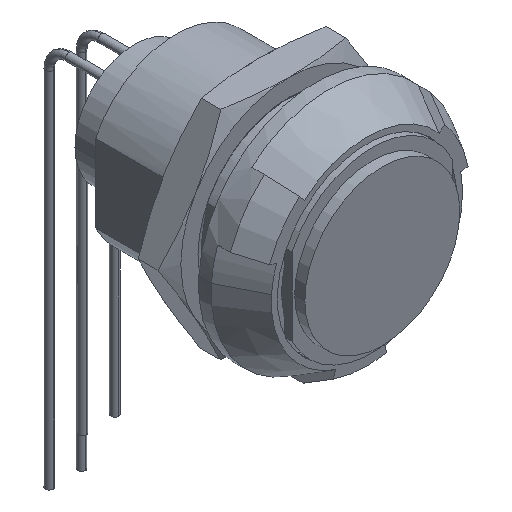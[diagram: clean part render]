
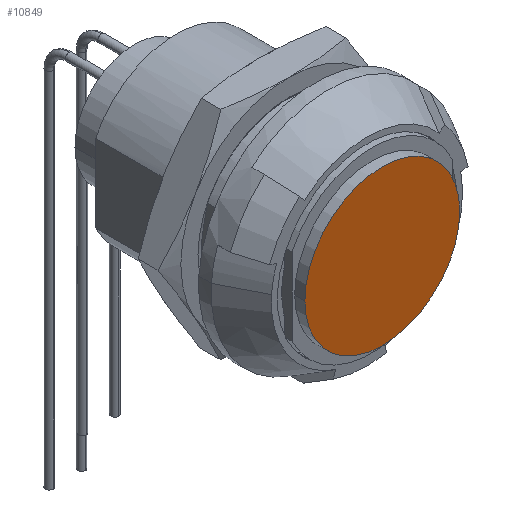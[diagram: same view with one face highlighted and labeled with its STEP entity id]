
A CAD part, isometric view. The second image highlights one B-rep face of the part: STEP entity #10849.
In plain terms, the highlighted planar face has unit normal (0, -1, 0).
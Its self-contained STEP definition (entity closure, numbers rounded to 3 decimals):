
#2369 = CYLINDRICAL_SURFACE('',#2370,6.09);
#2370 = AXIS2_PLACEMENT_3D('',#2371,#2372,#2373);
#2371 = CARTESIAN_POINT('',(-0.055,-21.546,
    6.841));
#2372 = DIRECTION('',(0.,-1.,0.));
#2373 = DIRECTION('',(1.,0.,0.));
#2416 = VERTEX_POINT('',#2417);
#2417 = CARTESIAN_POINT('',(-6.145,-22.346,
    6.841));
#2453 = CYLINDRICAL_SURFACE('',#2454,6.09);
#2454 = AXIS2_PLACEMENT_3D('',#2455,#2456,#2457);
#2455 = CARTESIAN_POINT('',(-0.055,-21.546,
    6.841));
#2456 = DIRECTION('',(0.,-1.,0.));
#2457 = DIRECTION('',(1.,0.,0.));
#2487 = EDGE_CURVE('',#2488,#2416,#2490,.T.);
#2488 = VERTEX_POINT('',#2489);
#2489 = CARTESIAN_POINT('',(6.035,-22.346,6.841
    ));
#2490 = SURFACE_CURVE('',#2491,(#2496,#2525),.PCURVE_S1.);
#2491 = CIRCLE('',#2492,6.09);
#2492 = AXIS2_PLACEMENT_3D('',#2493,#2494,#2495);
#2493 = CARTESIAN_POINT('',(-0.055,-22.346,
    6.841));
#2494 = DIRECTION('',(0.,-1.,0.));
#2495 = DIRECTION('',(1.,0.,0.));
#2496 = PCURVE('',#2369,#2497);
#2497 = DEFINITIONAL_REPRESENTATION('',(#2498),#2524);
#2498 = B_SPLINE_CURVE_WITH_KNOTS('',3,(#2499,#2500,#2501,#2502,#2503,
    #2504,#2505,#2506,#2507,#2508,#2509,#2510,#2511,#2512,#2513,#2514,
    #2515,#2516,#2517,#2518,#2519,#2520,#2521,#2522,#2523),
  .UNSPECIFIED.,.F.,.F.,(4,1,1,1,1,1,1,1,1,1,1,1,1,1,1,1,1,1,1,1,1,1,4),
  (0.,0.143,0.286,0.428,0.571,
    0.714,0.857,1.,1.142,
    1.285,1.428,1.571,1.714,
    1.856,1.999,2.142,2.285,
    2.428,2.57,2.713,2.856,
    2.999,3.142),.UNSPECIFIED.);
#2499 = CARTESIAN_POINT('',(0.,0.8));
#2500 = CARTESIAN_POINT('',(0.048,0.8));
#2501 = CARTESIAN_POINT('',(0.143,0.8));
#2502 = CARTESIAN_POINT('',(0.286,0.8));
#2503 = CARTESIAN_POINT('',(0.428,0.8));
#2504 = CARTESIAN_POINT('',(0.571,0.8));
#2505 = CARTESIAN_POINT('',(0.714,0.8));
#2506 = CARTESIAN_POINT('',(0.857,0.8));
#2507 = CARTESIAN_POINT('',(1.,0.8));
#2508 = CARTESIAN_POINT('',(1.142,0.8));
#2509 = CARTESIAN_POINT('',(1.285,0.8));
#2510 = CARTESIAN_POINT('',(1.428,0.8));
#2511 = CARTESIAN_POINT('',(1.571,0.8));
#2512 = CARTESIAN_POINT('',(1.714,0.8));
#2513 = CARTESIAN_POINT('',(1.856,0.8));
#2514 = CARTESIAN_POINT('',(1.999,0.8));
#2515 = CARTESIAN_POINT('',(2.142,0.8));
#2516 = CARTESIAN_POINT('',(2.285,0.8));
#2517 = CARTESIAN_POINT('',(2.428,0.8));
#2518 = CARTESIAN_POINT('',(2.57,0.8));
#2519 = CARTESIAN_POINT('',(2.713,0.8));
#2520 = CARTESIAN_POINT('',(2.856,0.8));
#2521 = CARTESIAN_POINT('',(2.999,0.8));
#2522 = CARTESIAN_POINT('',(3.094,0.8));
#2523 = CARTESIAN_POINT('',(3.142,0.8));
#2524 = ( GEOMETRIC_REPRESENTATION_CONTEXT(2) 
PARAMETRIC_REPRESENTATION_CONTEXT() REPRESENTATION_CONTEXT('2D SPACE',''
  ) );
#2525 = PCURVE('',#2526,#2531);
#2526 = PLANE('',#2527);
#2527 = AXIS2_PLACEMENT_3D('',#2528,#2529,#2530);
#2528 = CARTESIAN_POINT('',(-0.055,-22.346,
    6.841));
#2529 = DIRECTION('',(0.,-1.,0.));
#2530 = DIRECTION('',(1.,0.,0.));
#2531 = DEFINITIONAL_REPRESENTATION('',(#2532),#2536);
#2532 = CIRCLE('',#2533,6.09);
#2533 = AXIS2_PLACEMENT_2D('',#2534,#2535);
#2534 = CARTESIAN_POINT('',(0.,0.));
#2535 = DIRECTION('',(1.,0.));
#2536 = ( GEOMETRIC_REPRESENTATION_CONTEXT(2) 
PARAMETRIC_REPRESENTATION_CONTEXT() REPRESENTATION_CONTEXT('2D SPACE',''
  ) );
#10849 = ADVANCED_FACE('',(#10850),#2526,.T.);
#10850 = FACE_BOUND('',#10851,.T.);
#10851 = EDGE_LOOP('',(#10852,#10853));
#10852 = ORIENTED_EDGE('',*,*,#2487,.T.);
#10853 = ORIENTED_EDGE('',*,*,#10854,.T.);
#10854 = EDGE_CURVE('',#2416,#2488,#10855,.T.);
#10855 = SURFACE_CURVE('',#10856,(#10861,#10868),.PCURVE_S1.);
#10856 = CIRCLE('',#10857,6.09);
#10857 = AXIS2_PLACEMENT_3D('',#10858,#10859,#10860);
#10858 = CARTESIAN_POINT('',(-0.055,-22.346,
    6.841));
#10859 = DIRECTION('',(0.,-1.,0.));
#10860 = DIRECTION('',(1.,0.,0.));
#10861 = PCURVE('',#2526,#10862);
#10862 = DEFINITIONAL_REPRESENTATION('',(#10863),#10867);
#10863 = CIRCLE('',#10864,6.09);
#10864 = AXIS2_PLACEMENT_2D('',#10865,#10866);
#10865 = CARTESIAN_POINT('',(0.,0.));
#10866 = DIRECTION('',(1.,0.));
#10867 = ( GEOMETRIC_REPRESENTATION_CONTEXT(2) 
PARAMETRIC_REPRESENTATION_CONTEXT() REPRESENTATION_CONTEXT('2D SPACE',''
  ) );
#10868 = PCURVE('',#2453,#10869);
#10869 = DEFINITIONAL_REPRESENTATION('',(#10870),#10896);
#10870 = B_SPLINE_CURVE_WITH_KNOTS('',3,(#10871,#10872,#10873,#10874,
    #10875,#10876,#10877,#10878,#10879,#10880,#10881,#10882,#10883,
    #10884,#10885,#10886,#10887,#10888,#10889,#10890,#10891,#10892,
    #10893,#10894,#10895),.UNSPECIFIED.,.F.,.F.,(4,1,1,1,1,1,1,1,1,1,1,1
    ,1,1,1,1,1,1,1,1,1,1,4),(3.142,3.284,3.427
    ,3.57,3.713,3.856,3.998,
    4.141,4.284,4.427,4.57,
    4.712,4.855,4.998,5.141,
    5.284,5.426,5.569,5.712,
    5.855,5.998,6.14,6.283),
  .UNSPECIFIED.);
#10871 = CARTESIAN_POINT('',(3.142,0.8));
#10872 = CARTESIAN_POINT('',(3.189,0.8));
#10873 = CARTESIAN_POINT('',(3.284,0.8));
#10874 = CARTESIAN_POINT('',(3.427,0.8));
#10875 = CARTESIAN_POINT('',(3.57,0.8));
#10876 = CARTESIAN_POINT('',(3.713,0.8));
#10877 = CARTESIAN_POINT('',(3.856,0.8));
#10878 = CARTESIAN_POINT('',(3.998,0.8));
#10879 = CARTESIAN_POINT('',(4.141,0.8));
#10880 = CARTESIAN_POINT('',(4.284,0.8));
#10881 = CARTESIAN_POINT('',(4.427,0.8));
#10882 = CARTESIAN_POINT('',(4.57,0.8));
#10883 = CARTESIAN_POINT('',(4.712,0.8));
#10884 = CARTESIAN_POINT('',(4.855,0.8));
#10885 = CARTESIAN_POINT('',(4.998,0.8));
#10886 = CARTESIAN_POINT('',(5.141,0.8));
#10887 = CARTESIAN_POINT('',(5.284,0.8));
#10888 = CARTESIAN_POINT('',(5.426,0.8));
#10889 = CARTESIAN_POINT('',(5.569,0.8));
#10890 = CARTESIAN_POINT('',(5.712,0.8));
#10891 = CARTESIAN_POINT('',(5.855,0.8));
#10892 = CARTESIAN_POINT('',(5.998,0.8));
#10893 = CARTESIAN_POINT('',(6.14,0.8));
#10894 = CARTESIAN_POINT('',(6.236,0.8));
#10895 = CARTESIAN_POINT('',(6.283,0.8));
#10896 = ( GEOMETRIC_REPRESENTATION_CONTEXT(2) 
PARAMETRIC_REPRESENTATION_CONTEXT() REPRESENTATION_CONTEXT('2D SPACE',''
  ) );
